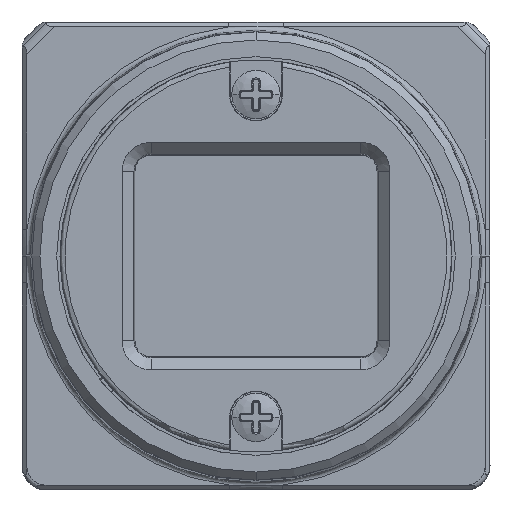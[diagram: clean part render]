
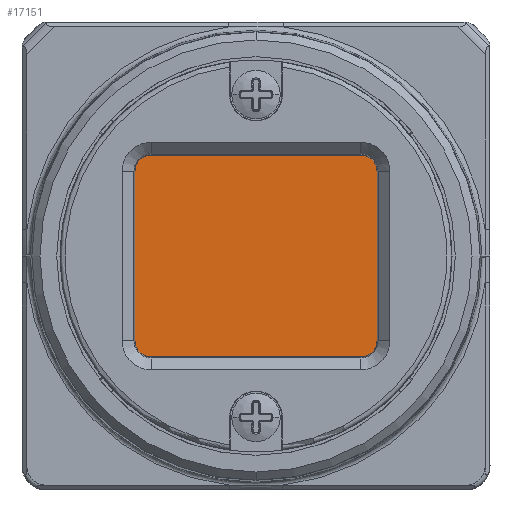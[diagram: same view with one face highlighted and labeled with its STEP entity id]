
A CAD part, front view. The second image highlights one B-rep face of the part: STEP entity #17151.
In plain terms, the highlighted planar face has unit normal (0, -1, 0).
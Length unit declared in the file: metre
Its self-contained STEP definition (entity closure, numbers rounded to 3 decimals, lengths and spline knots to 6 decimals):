
#10318=VERTEX_POINT('',#21509);
#10325=VERTEX_POINT('',#21519);
#10331=VERTEX_POINT('',#21529);
#10337=VERTEX_POINT('',#21538);
#10343=VERTEX_POINT('',#21548);
#10349=VERTEX_POINT('',#21557);
#10355=VERTEX_POINT('',#21567);
#10361=VERTEX_POINT('',#21576);
#17151=ADVANCED_FACE('0:883',(#34821),#34822,.F.);
#21509=CARTESIAN_POINT('',(-0.0074,-0.017514,0.021314));
#21519=CARTESIAN_POINT('',(-0.0079,-0.017514,0.020814));
#21529=CARTESIAN_POINT('',(-0.0079,-0.017514,0.008014));
#21538=CARTESIAN_POINT('',(-0.0074,-0.017514,0.007514));
#21548=CARTESIAN_POINT('',(0.0074,-0.017514,0.007514));
#21557=CARTESIAN_POINT('',(0.0079,-0.017514,0.008014));
#21567=CARTESIAN_POINT('',(0.0079,-0.017514,0.020814));
#21576=CARTESIAN_POINT('',(0.0074,-0.017514,0.021314));
#34821=FACE_OUTER_BOUND('',#45611,.T.);
#34822=PLANE('',#45612);
#45611=EDGE_LOOP('',(#65118,#65119,#65120,#65121,#65122,#65123,#65124,#65125));
#45612=AXIS2_PLACEMENT_3D('',#65126,#65127,#65128);
#65118=ORIENTED_EDGE('',*,*,#84730,.T.);
#65119=ORIENTED_EDGE('',*,*,#84731,.T.);
#65120=ORIENTED_EDGE('',*,*,#84732,.T.);
#65121=ORIENTED_EDGE('',*,*,#84733,.T.);
#65122=ORIENTED_EDGE('',*,*,#84734,.T.);
#65123=ORIENTED_EDGE('',*,*,#84735,.T.);
#65124=ORIENTED_EDGE('',*,*,#84736,.T.);
#65125=ORIENTED_EDGE('',*,*,#84737,.T.);
#65126=CARTESIAN_POINT('',(0.,-0.017514,0.014414));
#65127=DIRECTION('',(0.,1.0,0.));
#65128=DIRECTION('',(0.0,0.,-1.0));
#84730=EDGE_CURVE('0:10648',#10361,#10318,#89449,.T.);
#84731=EDGE_CURVE('0:10651',#10318,#10325,#89450,.T.);
#84732=EDGE_CURVE('0:10654',#10325,#10331,#89451,.T.);
#84733=EDGE_CURVE('0:10657',#10331,#10337,#89452,.T.);
#84734=EDGE_CURVE('0:10660',#10337,#10343,#89453,.T.);
#84735=EDGE_CURVE('0:10663',#10343,#10349,#89454,.T.);
#84736=EDGE_CURVE('0:10666',#10349,#10355,#89455,.T.);
#84737=EDGE_CURVE('0:10669',#10355,#10361,#89456,.T.);
#89449=LINE('',#96191,#96192);
#89450=CIRCLE('',#96193,0.0005);
#89451=LINE('',#96194,#96195);
#89452=CIRCLE('',#96196,0.0005);
#89453=LINE('',#96197,#96198);
#89454=CIRCLE('',#96199,0.0005);
#89455=LINE('',#96200,#96201);
#89456=CIRCLE('',#96202,0.0005);
#96191=CARTESIAN_POINT('',(-0.003725,-0.017514,0.021314));
#96192=VECTOR('',#105953,1.0);
#96193=AXIS2_PLACEMENT_3D('',#105954,#105955,#105956);
#96194=CARTESIAN_POINT('',(-0.0079,-0.017514,0.011314));
#96195=VECTOR('',#105957,1.0);
#96196=AXIS2_PLACEMENT_3D('',#105958,#105959,#105960);
#96197=CARTESIAN_POINT('',(0.003725,-0.017514,0.007514));
#96198=VECTOR('',#105961,1.0);
#96199=AXIS2_PLACEMENT_3D('',#105962,#105963,#105964);
#96200=CARTESIAN_POINT('',(0.0079,-0.017514,0.017514));
#96201=VECTOR('',#105965,1.0);
#96202=AXIS2_PLACEMENT_3D('',#105966,#105967,#105968);
#105953=DIRECTION('',(-1.0,0.,0.));
#105954=CARTESIAN_POINT('',(-0.0074,-0.017514,0.020814));
#105955=DIRECTION('',(0.,-1.0,0.));
#105956=DIRECTION('',(0.0,0.,1.0));
#105957=DIRECTION('',(0.0,0.,-1.0));
#105958=CARTESIAN_POINT('',(-0.0074,-0.017514,0.008014));
#105959=DIRECTION('',(0.,-1.0,0.));
#105960=DIRECTION('',(-1.0,0.,0.));
#105961=DIRECTION('',(1.0,0.,0.));
#105962=CARTESIAN_POINT('',(0.0074,-0.017514,0.008014));
#105963=DIRECTION('',(0.,-1.0,0.));
#105964=DIRECTION('',(0.0,0.,-1.0));
#105965=DIRECTION('',(0.0,0.,1.0));
#105966=CARTESIAN_POINT('',(0.0074,-0.017514,0.020814));
#105967=DIRECTION('',(0.,-1.0,0.));
#105968=DIRECTION('',(1.0,0.,0.));
